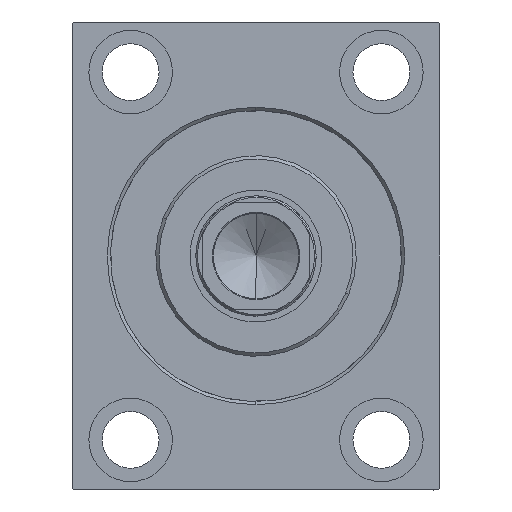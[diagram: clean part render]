
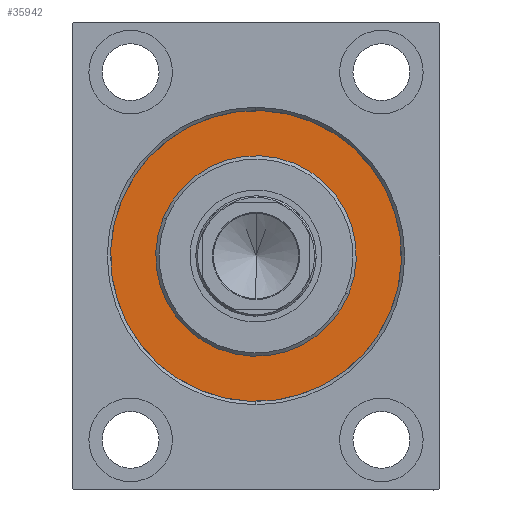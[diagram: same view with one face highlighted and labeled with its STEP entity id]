
A CAD part, left-side view. The second image highlights one B-rep face of the part: STEP entity #35942.
In plain terms, the highlighted face is planar.
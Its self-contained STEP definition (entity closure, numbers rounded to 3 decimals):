
#164 = DIRECTION ( 'NONE',  ( -1., 0., 0. ) ) ;
#1123 = EDGE_CURVE ( 'NONE', #43201, #35756, #32962, .T. ) ;
#4437 = CARTESIAN_POINT ( 'NONE',  ( 0., 0., -43.5 ) ) ;
#6882 = DIRECTION ( 'NONE',  ( -1., 0., 0. ) ) ;
#7101 = CARTESIAN_POINT ( 'NONE',  ( 0., 0., 0. ) ) ;
#7753 = DIRECTION ( 'NONE',  ( 0., 0., 1. ) ) ;
#8493 = EDGE_CURVE ( 'NONE', #32050, #26232, #39414, .T. ) ;
#8570 = CIRCLE ( 'NONE', #17104, 30. ) ;
#8824 = DIRECTION ( 'NONE',  ( 1., 0., 0. ) ) ;
#11866 = ORIENTED_EDGE ( 'NONE', *, *, #34980, .F. ) ;
#13320 = PLANE ( 'NONE',  #41315 ) ;
#13356 = CARTESIAN_POINT ( 'NONE',  ( 0., 0., 0. ) ) ;
#14115 = CIRCLE ( 'NONE', #20545, 43.5 ) ;
#14974 = CARTESIAN_POINT ( 'NONE',  ( 0., 0., -30. ) ) ;
#16029 = EDGE_LOOP ( 'NONE', ( #11866, #26966 ) ) ;
#16498 = ORIENTED_EDGE ( 'NONE', *, *, #1123, .F. ) ;
#17104 = AXIS2_PLACEMENT_3D ( 'NONE', #13356, #17144, #29861 ) ;
#17144 = DIRECTION ( 'NONE',  ( 1., 0., 0. ) ) ;
#18901 = FACE_BOUND ( 'NONE', #16029, .T. ) ;
#18923 = DIRECTION ( 'NONE',  ( -1., 0., 0. ) ) ;
#20545 = AXIS2_PLACEMENT_3D ( 'NONE', #42124, #18923, #28965 ) ;
#20937 = AXIS2_PLACEMENT_3D ( 'NONE', #25762, #8824, #22424 ) ;
#21040 = CARTESIAN_POINT ( 'NONE',  ( 0., 0., 30. ) ) ;
#22424 = DIRECTION ( 'NONE',  ( 0., 0., -1. ) ) ;
#22911 = EDGE_LOOP ( 'NONE', ( #41185, #16498 ) ) ;
#23367 = DIRECTION ( 'NONE',  ( 0., 0., 1. ) ) ;
#25762 = CARTESIAN_POINT ( 'NONE',  ( 0., 0., 0. ) ) ;
#26232 = VERTEX_POINT ( 'NONE', #21040 ) ;
#26966 = ORIENTED_EDGE ( 'NONE', *, *, #8493, .F. ) ;
#28965 = DIRECTION ( 'NONE',  ( 0., 0., 1. ) ) ;
#29618 = CARTESIAN_POINT ( 'NONE',  ( 0., 0., 43.5 ) ) ;
#29861 = DIRECTION ( 'NONE',  ( 0., 0., -1. ) ) ;
#30524 = EDGE_CURVE ( 'NONE', #35756, #43201, #14115, .T. ) ;
#32050 = VERTEX_POINT ( 'NONE', #14974 ) ;
#32962 = CIRCLE ( 'NONE', #38672, 43.5 ) ;
#33835 = CARTESIAN_POINT ( 'NONE',  ( 0., 0., 0. ) ) ;
#34980 = EDGE_CURVE ( 'NONE', #26232, #32050, #8570, .T. ) ;
#35756 = VERTEX_POINT ( 'NONE', #4437 ) ;
#35942 = ADVANCED_FACE ( 'NONE', ( #18901, #42747 ), #13320, .F. ) ;
#38672 = AXIS2_PLACEMENT_3D ( 'NONE', #7101, #6882, #7753 ) ;
#39414 = CIRCLE ( 'NONE', #20937, 30. ) ;
#41185 = ORIENTED_EDGE ( 'NONE', *, *, #30524, .F. ) ;
#41315 = AXIS2_PLACEMENT_3D ( 'NONE', #33835, #164, #23367 ) ;
#42124 = CARTESIAN_POINT ( 'NONE',  ( 0., 0., 0. ) ) ;
#42747 = FACE_OUTER_BOUND ( 'NONE', #22911, .T. ) ;
#43201 = VERTEX_POINT ( 'NONE', #29618 ) ;
